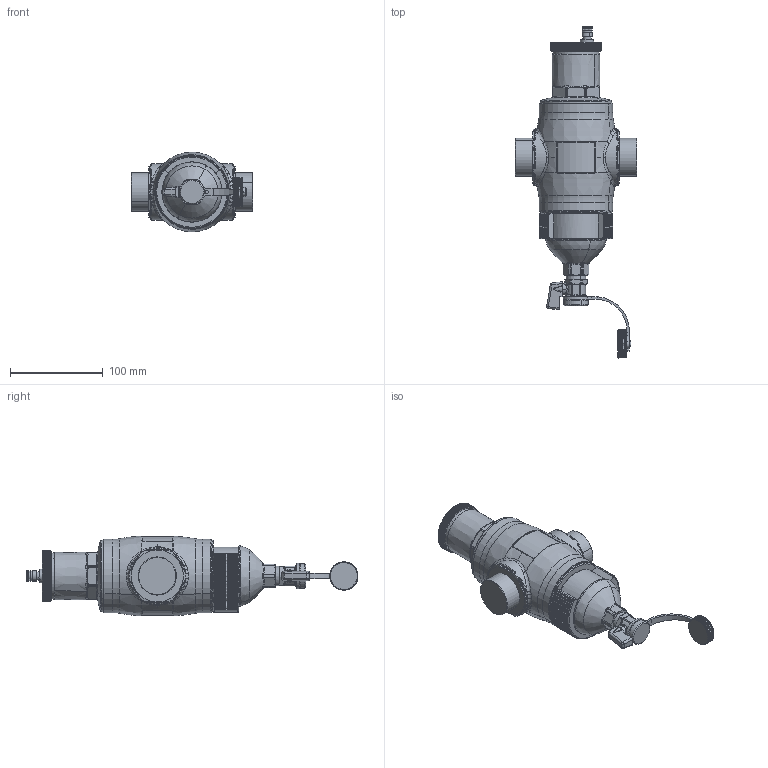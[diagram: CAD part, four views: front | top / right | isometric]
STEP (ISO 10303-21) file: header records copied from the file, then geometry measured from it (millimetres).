
FILE_DESCRIPTION(('CATIA V5 STEP Exchange'),'2;1');
FILE_NAME('546197A (STP).stp','2016-03-15T15:33:11+00:00',('none'),('none'),'CATIA Version 5-6 Release 2014 SP5','CATIA V5 STEP AP203','none');
FILE_SCHEMA(('CONFIG_CONTROL_DESIGN'));
Products named in the file (1): 546197A - TST
Bounding box: 131 x 357.75 x 85.87 mm (x, y, z)
Volume: 1087818.5 mm3; surface area: 80655.2 mm2
Topology: 1 solids, 2 shells, 2413 faces, 6539 edges, 4134 vertices
Faces by surface type: cylinder 1264, plane 506, bspline 274, revolution 174, torus 106, cone 81, sphere 8
Entity records: 96206 total; most frequent: CARTESIAN_POINT 46051, ORIENTED_EDGE 13058, EDGE_CURVE 6529, DIRECTION 5982, VERTEX_POINT 4134, B_SPLINE_CURVE_WITH_KNOTS 3109, AXIS2_PLACEMENT_3D 2972, EDGE_LOOP 2429
